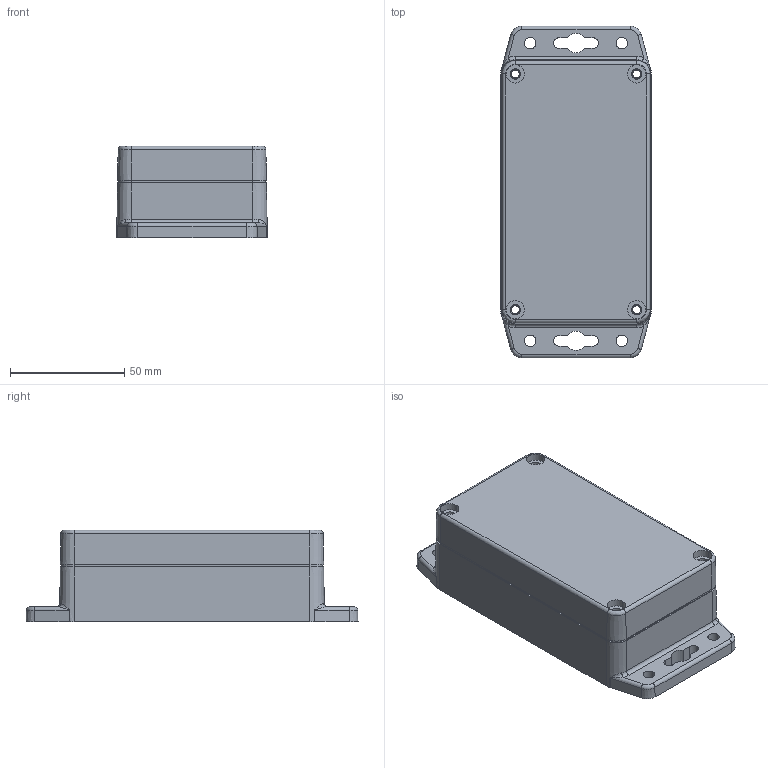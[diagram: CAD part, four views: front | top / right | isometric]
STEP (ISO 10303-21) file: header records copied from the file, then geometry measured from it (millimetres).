
FILE_DESCRIPTION (( 'STEP AP214' ), '1' );
FILE_NAME ('G203MF G304MF.STEP', '2019-07-12T02:17:12', ( '' ), ( '' ), 'SwSTEP 2.0', 'SolidWorks 2014', '' );
FILE_SCHEMA (( 'AUTOMOTIVE_DESIGN' ));
Length unit declared in the file: millimetre
Products named in the file (3): G203-COVER; G203-BASE; G203MF G304MF
Assembly tree (2 placements, depth 2):
  G203MF G304MF
    G203-BASE
    G203-COVER
Bounding box: 65.84 x 145 x 40 mm (x, y, z)
Volume: 98123.6 mm3; surface area: 68664.5 mm2
Topology: 2 solids, 2 shells, 581 faces, 1446 edges, 912 vertices
Faces by surface type: plane 216, cylinder 154, cone 121, bspline 74, torus 16
Entity records: 20212 total; most frequent: CARTESIAN_POINT 6329, DIRECTION 2926, ORIENTED_EDGE 2866, EDGE_CURVE 1433, AXIS2_PLACEMENT_3D 1107, VERTEX_POINT 910, VECTOR 712, LINE 712
